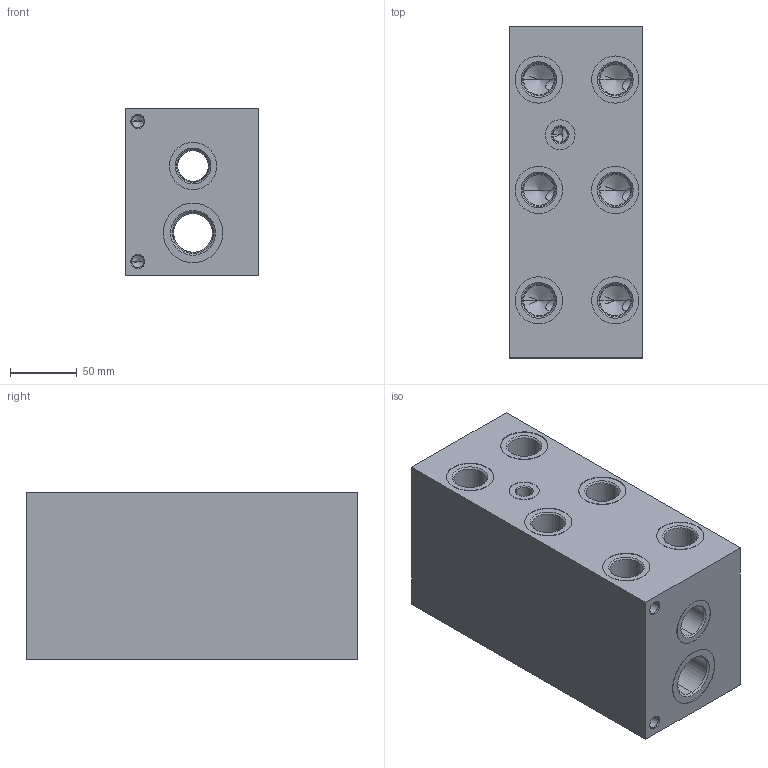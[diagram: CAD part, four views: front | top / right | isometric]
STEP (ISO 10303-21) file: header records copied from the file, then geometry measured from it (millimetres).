
FILE_DESCRIPTION((''),'2;1');
FILE_NAME('VMW_ASM','2021-08-09T',('ProEService'),(''),'PRO/ENGINEER BY PARAMETRIC TECHNOLOGY CORPORATION, 2014200','PRO/ENGINEER BY PARAMETRIC TECHNOLOGY CORPORATION, 2014200','');
FILE_SCHEMA(('CONFIG_CONTROL_DESIGN'));
Length unit declared in the file: inch
Products named in the file (3): 153-224-003; A330-006-004; VMW_ASM
Assembly tree (2 placements, depth 2):
  VMW_ASM
    153-224-003
    A330-006-004
Bounding box: 100.03 x 248.18 x 125.43 mm (x, y, z)
Volume: 2555549.8 mm3; surface area: 238153.8 mm2
Topology: 2 solids, 2 shells, 391 faces, 1406 edges, 1197 vertices
Faces by surface type: cone 182, cylinder 169, plane 36, torus 4
Entity records: 16164 total; most frequent: CARTESIAN_POINT 4658, DIRECTION 2484, ORIENTED_EDGE 2010, EDGE_CURVE 1005, AXIS2_PLACEMENT_3D 871, VECTOR 742, LINE 742, VERTEX_POINT 645
